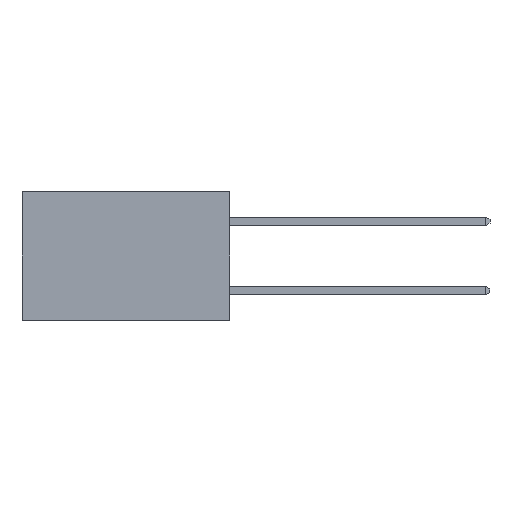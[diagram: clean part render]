
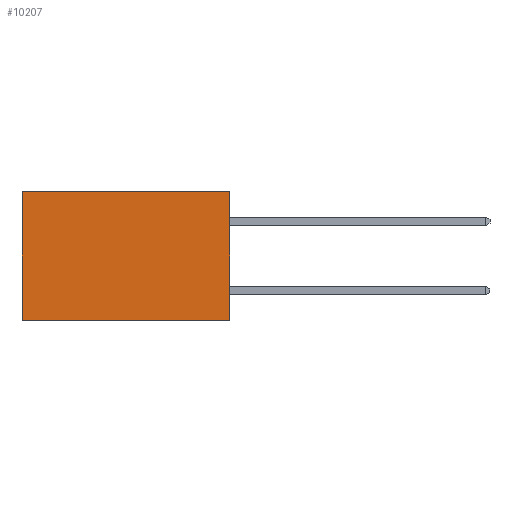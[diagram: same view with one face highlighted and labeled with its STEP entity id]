
A CAD part, left-side view. The second image highlights one B-rep face of the part: STEP entity #10207.
In plain terms, the highlighted planar face has unit normal (-1, 0, 0).
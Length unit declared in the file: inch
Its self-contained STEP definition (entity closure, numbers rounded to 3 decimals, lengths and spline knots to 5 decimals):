
#501 = ORIENTED_EDGE ( 'NONE', *, *, #4990, .T. ) ;
#883 = ORIENTED_EDGE ( 'NONE', *, *, #1601, .T. ) ;
#966 = ORIENTED_EDGE ( 'NONE', *, *, #7830, .F. ) ;
#1037 = ORIENTED_EDGE ( 'NONE', *, *, #5778, .F. ) ;
#1304 = VECTOR ( 'NONE', #11355, 39.37008 ) ;
#1601 = EDGE_CURVE ( 'NONE', #12711, #11952, #9720, .T. ) ;
#1625 = LINE ( 'NONE', #11535, #1304 ) ;
#1734 = VERTEX_POINT ( 'NONE', #3359 ) ;
#1752 = CARTESIAN_POINT ( 'NONE',  ( 0.298, 0.6, 0. ) ) ;
#2008 = DIRECTION ( 'NONE',  ( 0., 0., -1. ) ) ;
#2589 = LINE ( 'NONE', #3069, #7707 ) ;
#2680 = LINE ( 'NONE', #6006, #7488 ) ;
#3069 = CARTESIAN_POINT ( 'NONE',  ( 0.298, 0., 0. ) ) ;
#3359 = CARTESIAN_POINT ( 'NONE',  ( 0.298, 0., -0.37 ) ) ;
#4122 = VECTOR ( 'NONE', #4494, 39.37008 ) ;
#4494 = DIRECTION ( 'NONE',  ( 0., 1., 0. ) ) ;
#4990 = EDGE_CURVE ( 'NONE', #11952, #11503, #1625, .T. ) ;
#5778 = EDGE_CURVE ( 'NONE', #12711, #1734, #2589, .T. ) ;
#5960 = DIRECTION ( 'NONE',  ( 0., 1., 0. ) ) ;
#6006 = CARTESIAN_POINT ( 'NONE',  ( 0.298, 0., -0.37 ) ) ;
#6107 = CARTESIAN_POINT ( 'NONE',  ( 0.298, 0.6, -0.37 ) ) ;
#6289 = AXIS2_PLACEMENT_3D ( 'NONE', #6672, #6407, #6398 ) ;
#6398 = DIRECTION ( 'NONE',  ( 0., 0., -1. ) ) ;
#6407 = DIRECTION ( 'NONE',  ( 1., 0., 0. ) ) ;
#6560 = PLANE ( 'NONE',  #6289 ) ;
#6672 = CARTESIAN_POINT ( 'NONE',  ( 0.298, 0., 0. ) ) ;
#7488 = VECTOR ( 'NONE', #5960, 39.37008 ) ;
#7707 = VECTOR ( 'NONE', #2008, 39.37008 ) ;
#7776 = FACE_OUTER_BOUND ( 'NONE', #8598, .T. ) ;
#7830 = EDGE_CURVE ( 'NONE', #1734, #11503, #2680, .T. ) ;
#8598 = EDGE_LOOP ( 'NONE', ( #501, #966, #1037, #883 ) ) ;
#9247 = CARTESIAN_POINT ( 'NONE',  ( 0.298, 0., 0. ) ) ;
#9633 = CARTESIAN_POINT ( 'NONE',  ( 0.298, 0., 0. ) ) ;
#9720 = LINE ( 'NONE', #9633, #4122 ) ;
#10207 = ADVANCED_FACE ( 'NONE', ( #7776 ), #6560, .F. ) ;
#11355 = DIRECTION ( 'NONE',  ( 0., 0., -1. ) ) ;
#11503 = VERTEX_POINT ( 'NONE', #6107 ) ;
#11535 = CARTESIAN_POINT ( 'NONE',  ( 0.298, 0.6, 0. ) ) ;
#11952 = VERTEX_POINT ( 'NONE', #1752 ) ;
#12711 = VERTEX_POINT ( 'NONE', #9247 ) ;
